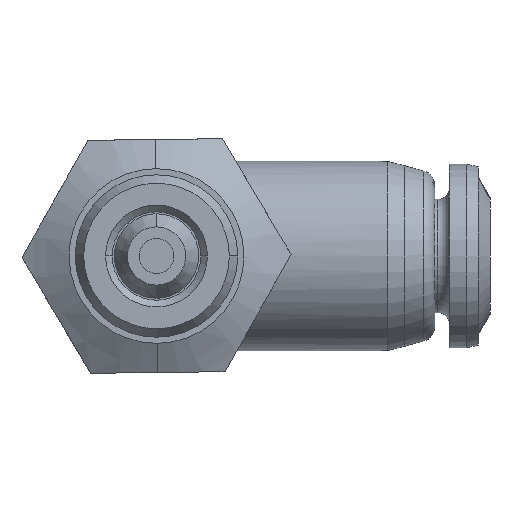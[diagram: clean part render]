
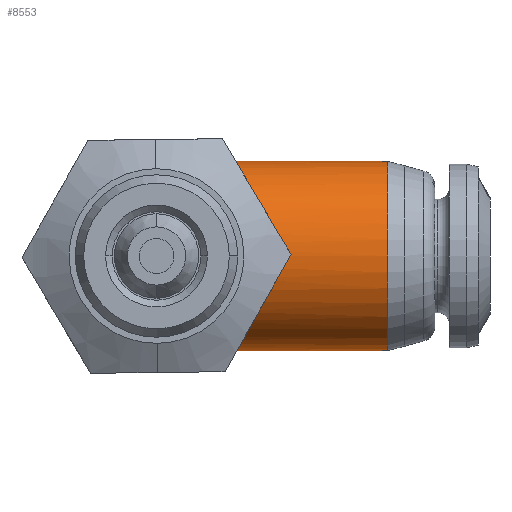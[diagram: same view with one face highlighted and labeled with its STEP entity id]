
A CAD part, front view. The second image highlights one B-rep face of the part: STEP entity #8553.
In plain terms, the highlighted cylindrical face has radius 3.25 mm (diameter 6.5 mm), a partial arc.
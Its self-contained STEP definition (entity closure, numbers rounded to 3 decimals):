
#15 = VERTEX_POINT ( 'NONE', #7428 ) ;
#27 = VERTEX_POINT ( 'NONE', #7417 ) ;
#28 = VERTEX_POINT ( 'NONE', #7416 ) ;
#97 =( BOUNDED_CURVE ( )  B_SPLINE_CURVE ( 3, ( #2323, #2310, #2326, #2327 ),
 .UNSPECIFIED., .F., .F. ) 
 B_SPLINE_CURVE_WITH_KNOTS ( ( 4, 4 ),
 ( 1.955, 3.142 ),
 .UNSPECIFIED. ) 
 CURVE ( )  GEOMETRIC_REPRESENTATION_ITEM ( )  RATIONAL_B_SPLINE_CURVE ( ( 1., 0.886, 0.886, 1. ) ) 
 REPRESENTATION_ITEM ( '' )  );
#119 =( BOUNDED_CURVE ( )  B_SPLINE_CURVE ( 3, ( #2376, #2377, #2382, #2383 ),
 .UNSPECIFIED., .F., .F. ) 
 B_SPLINE_CURVE_WITH_KNOTS ( ( 4, 4 ),
 ( 3.142, 4.328 ),
 .UNSPECIFIED. ) 
 CURVE ( )  GEOMETRIC_REPRESENTATION_ITEM ( )  RATIONAL_B_SPLINE_CURVE ( ( 1., 0.886, 0.886, 1. ) ) 
 REPRESENTATION_ITEM ( '' )  );
#120 = B_SPLINE_CURVE_WITH_KNOTS ( 'NONE', 3,
 ( #2369, #2381, #2386, #2387 ),
 .UNSPECIFIED., .F., .F.,
 ( 4, 4 ),
 ( 0., 1. ),
 .UNSPECIFIED. ) ;
#647 = B_SPLINE_CURVE_WITH_KNOTS ( 'NONE', 3,
 ( #718, #719, #726, #727 ),
 .UNSPECIFIED., .F., .F.,
 ( 4, 4 ),
 ( 0., 1. ),
 .UNSPECIFIED. ) ;
#718 = CARTESIAN_POINT ( 'NONE',  ( 1.22, -1.22, 3.013 ) ) ;
#719 = CARTESIAN_POINT ( 'NONE',  ( 1.443, -0.833, 3.169 ) ) ;
#726 = CARTESIAN_POINT ( 'NONE',  ( 1.683, -0.417, 3.25 ) ) ;
#727 = CARTESIAN_POINT ( 'NONE',  ( 1.924, 0., 3.25 ) ) ;
#977 = EDGE_LOOP ( 'NONE', ( #8635, #8636, #8637, #8638, #8639, #8640, #8641 ) ) ;
#1082 = EDGE_CURVE ( 'NONE', #5243, #5248, #5047, .T. ) ;
#1087 = EDGE_CURVE ( 'NONE', #5224, #15, #5051, .T. ) ;
#1098 = EDGE_CURVE ( 'NONE', #28, #5263, #97, .T. ) ;
#1137 = EDGE_CURVE ( 'NONE', #5243, #5224, #1655, .T. ) ;
#1161 = EDGE_CURVE ( 'NONE', #5263, #27, #119, .T. ) ;
#1162 = EDGE_CURVE ( 'NONE', #5248, #27, #120, .T. ) ;
#1434 = EDGE_CURVE ( 'NONE', #28, #15, #647, .T. ) ;
#1655 = CIRCLE ( 'NONE', #5156, 3.25 ) ;
#1992 = CARTESIAN_POINT ( 'NONE',  ( 7.94, 0., 3.25 ) ) ;
#2004 = CARTESIAN_POINT ( 'NONE',  ( 7.94, 0., -3.25 ) ) ;
#2007 = CARTESIAN_POINT ( 'NONE',  ( 1.924, 0., -3.25 ) ) ;
#2020 = CARTESIAN_POINT ( 'NONE',  ( 3.25, -3.25, 0. ) ) ;
#2256 = DIRECTION ( 'NONE',  ( -1., 0., 0. ) ) ;
#2274 = CARTESIAN_POINT ( 'NONE',  ( 0., 0., -3.25 ) ) ;
#2293 = CARTESIAN_POINT ( 'NONE',  ( 0., 0., 3.25 ) ) ;
#2295 = DIRECTION ( 'NONE',  ( -1., 0., 0. ) ) ;
#2310 = CARTESIAN_POINT ( 'NONE',  ( 2.486, -2.486, 2.5 ) ) ;
#2323 = CARTESIAN_POINT ( 'NONE',  ( 1.22, -1.22, 3.013 ) ) ;
#2326 = CARTESIAN_POINT ( 'NONE',  ( 3.25, -3.25, 1.367 ) ) ;
#2327 = CARTESIAN_POINT ( 'NONE',  ( 3.25, -3.25, 0. ) ) ;
#2369 = CARTESIAN_POINT ( 'NONE',  ( 1.924, 0., -3.25 ) ) ;
#2376 = CARTESIAN_POINT ( 'NONE',  ( 3.25, -3.25, 0. ) ) ;
#2377 = CARTESIAN_POINT ( 'NONE',  ( 3.25, -3.25, -1.367 ) ) ;
#2381 = CARTESIAN_POINT ( 'NONE',  ( 1.683, -0.417, -3.25 ) ) ;
#2382 = CARTESIAN_POINT ( 'NONE',  ( 2.486, -2.486, -2.5 ) ) ;
#2383 = CARTESIAN_POINT ( 'NONE',  ( 1.22, -1.22, -3.013 ) ) ;
#2386 = CARTESIAN_POINT ( 'NONE',  ( 1.443, -0.833, -3.169 ) ) ;
#2387 = CARTESIAN_POINT ( 'NONE',  ( 1.22, -1.22, -3.013 ) ) ;
#3259 = CARTESIAN_POINT ( 'NONE',  ( 0., 0., 0. ) ) ;
#3260 = DIRECTION ( 'NONE',  ( -1., 0., 0. ) ) ;
#3268 = DIRECTION ( 'NONE',  ( 0., 0., 1. ) ) ;
#3382 = AXIS2_PLACEMENT_3D ( 'NONE', #3259, #3260, #3268 ) ;
#3470 = CARTESIAN_POINT ( 'NONE',  ( 7.94, 0., 0. ) ) ;
#3471 = DIRECTION ( 'NONE',  ( -1., 0., 0. ) ) ;
#3472 = DIRECTION ( 'NONE',  ( 0., 0., 1. ) ) ;
#5047 = LINE ( 'NONE', #2274, #5050 ) ;
#5048 = VECTOR ( 'NONE', #2295, 1000. ) ;
#5050 = VECTOR ( 'NONE', #2256, 1000. ) ;
#5051 = LINE ( 'NONE', #2293, #5048 ) ;
#5156 = AXIS2_PLACEMENT_3D ( 'NONE', #3470, #3471, #3472 ) ;
#5224 = VERTEX_POINT ( 'NONE', #1992 ) ;
#5243 = VERTEX_POINT ( 'NONE', #2004 ) ;
#5248 = VERTEX_POINT ( 'NONE', #2007 ) ;
#5263 = VERTEX_POINT ( 'NONE', #2020 ) ;
#6075 = FACE_OUTER_BOUND ( 'NONE', #977, .T. ) ;
#6083 = CYLINDRICAL_SURFACE ( 'NONE', #3382, 3.25 ) ;
#7416 = CARTESIAN_POINT ( 'NONE',  ( 1.22, -1.22, 3.013 ) ) ;
#7417 = CARTESIAN_POINT ( 'NONE',  ( 1.22, -1.22, -3.013 ) ) ;
#7428 = CARTESIAN_POINT ( 'NONE',  ( 1.924, 0., 3.25 ) ) ;
#8553 = ADVANCED_FACE ( 'NONE', ( #6075 ), #6083, .T. ) ;
#8635 = ORIENTED_EDGE ( 'NONE', *, *, #1082, .F. ) ;
#8636 = ORIENTED_EDGE ( 'NONE', *, *, #1137, .T. ) ;
#8637 = ORIENTED_EDGE ( 'NONE', *, *, #1087, .T. ) ;
#8638 = ORIENTED_EDGE ( 'NONE', *, *, #1434, .F. ) ;
#8639 = ORIENTED_EDGE ( 'NONE', *, *, #1098, .T. ) ;
#8640 = ORIENTED_EDGE ( 'NONE', *, *, #1161, .T. ) ;
#8641 = ORIENTED_EDGE ( 'NONE', *, *, #1162, .F. ) ;
